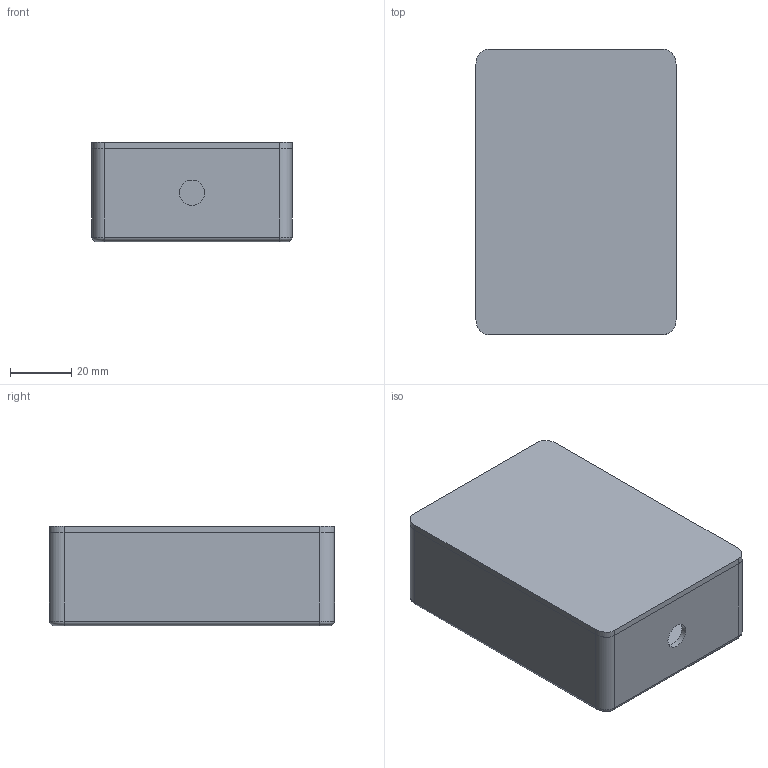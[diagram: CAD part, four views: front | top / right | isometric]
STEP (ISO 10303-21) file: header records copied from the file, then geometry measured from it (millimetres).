
FILE_DESCRIPTION(/* description */ (''),/* implementation_level */ '2;1');
FILE_NAME(/* name */ 'Slider Rework v1 v8_Electronics.step',/* time_stamp */ '2018-05-07T12:28:06-05:00',/* author */ (''),/* organization */ (''),/* preprocessor_version */ 'ST-DEVELOPER v17',/* originating_system */ 'Autodesk Translation Framework v7.1.0.215',/* authorisation */ '');
FILE_SCHEMA (('AUTOMOTIVE_DESIGN { 1 0 10303 214 3 1 1 }'));
Length unit declared in the file: millimetre
Products named in the file (3): Slider Rework v1 v8_Electronics; Enclosure; Cover
Assembly tree (2 placements, depth 2):
  Slider Rework v1 v8_Electronics
    Enclosure
    Cover
Bounding box: 65.34 x 93.1 x 32.5 mm (x, y, z)
Volume: 34644.1 mm3; surface area: 45069.9 mm2
Topology: 2 solids, 2 shells, 122 faces, 321 edges, 206 vertices
Faces by surface type: plane 89, bspline 26, cylinder 7
Full cylindrical faces by diameter (mm): 3 x2, 8.2 x1
Entity records: 4149 total; most frequent: CARTESIAN_POINT 1084, ORIENTED_EDGE 642, DIRECTION 585, EDGE_CURVE 321, LINE 259, VECTOR 259, VERTEX_POINT 206, AXIS2_PLACEMENT_3D 163
